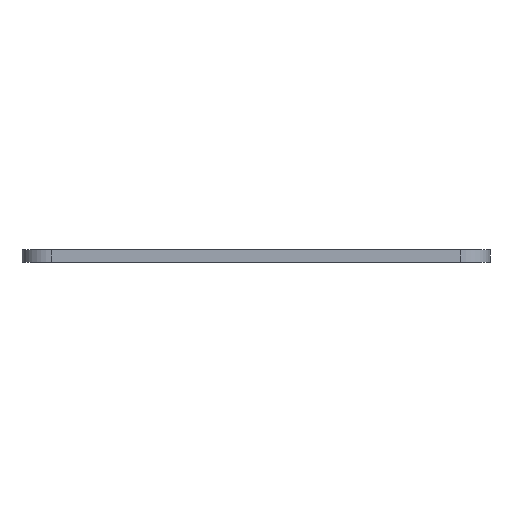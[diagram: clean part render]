
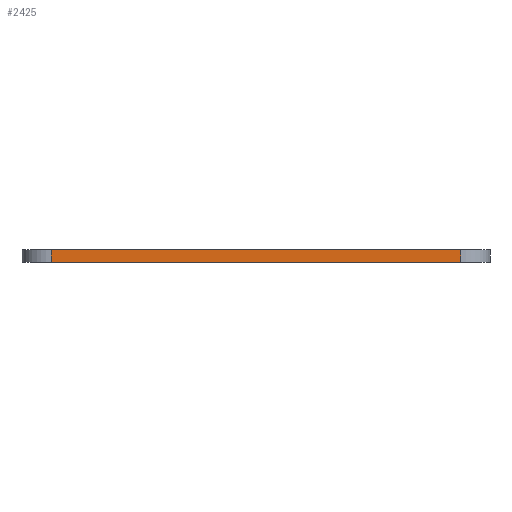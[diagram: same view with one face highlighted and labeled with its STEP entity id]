
A CAD part, left-side view. The second image highlights one B-rep face of the part: STEP entity #2425.
In plain terms, the highlighted planar face has unit normal (-1, 0, 0).
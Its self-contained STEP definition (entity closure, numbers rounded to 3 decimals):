
#180 = VERTEX_POINT('',#181);
#181 = CARTESIAN_POINT('',(114.3,-69.85,0.));
#188 = EDGE_CURVE('',#189,#180,#191,.T.);
#189 = VERTEX_POINT('',#190);
#190 = CARTESIAN_POINT('',(114.3,-123.19,0.));
#191 = LINE('',#192,#193);
#192 = CARTESIAN_POINT('',(114.3,-123.19,0.));
#193 = VECTOR('',#194,1.);
#194 = DIRECTION('',(0.,1.,0.));
#1238 = VERTEX_POINT('',#1239);
#1239 = CARTESIAN_POINT('',(114.3,-69.85,1.6));
#1246 = EDGE_CURVE('',#1247,#1238,#1249,.T.);
#1247 = VERTEX_POINT('',#1248);
#1248 = CARTESIAN_POINT('',(114.3,-123.19,1.6));
#1249 = LINE('',#1250,#1251);
#1250 = CARTESIAN_POINT('',(114.3,-123.19,1.6));
#1251 = VECTOR('',#1252,1.);
#1252 = DIRECTION('',(0.,1.,0.));
#2395 = EDGE_CURVE('',#180,#1238,#2396,.T.);
#2396 = LINE('',#2397,#2398);
#2397 = CARTESIAN_POINT('',(114.3,-69.85,0.));
#2398 = VECTOR('',#2399,1.);
#2399 = DIRECTION('',(0.,0.,1.));
#2425 = ADVANCED_FACE('',(#2426),#2437,.T.);
#2426 = FACE_BOUND('',#2427,.T.);
#2427 = EDGE_LOOP('',(#2428,#2434,#2435,#2436));
#2428 = ORIENTED_EDGE('',*,*,#2429,.T.);
#2429 = EDGE_CURVE('',#189,#1247,#2430,.T.);
#2430 = LINE('',#2431,#2432);
#2431 = CARTESIAN_POINT('',(114.3,-123.19,0.));
#2432 = VECTOR('',#2433,1.);
#2433 = DIRECTION('',(0.,0.,1.));
#2434 = ORIENTED_EDGE('',*,*,#1246,.T.);
#2435 = ORIENTED_EDGE('',*,*,#2395,.F.);
#2436 = ORIENTED_EDGE('',*,*,#188,.F.);
#2437 = PLANE('',#2438);
#2438 = AXIS2_PLACEMENT_3D('',#2439,#2440,#2441);
#2439 = CARTESIAN_POINT('',(114.3,-123.19,0.));
#2440 = DIRECTION('',(-1.,0.,0.));
#2441 = DIRECTION('',(0.,1.,0.));
